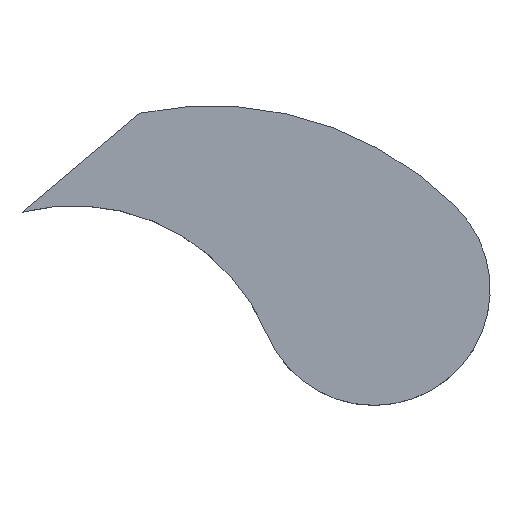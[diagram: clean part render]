
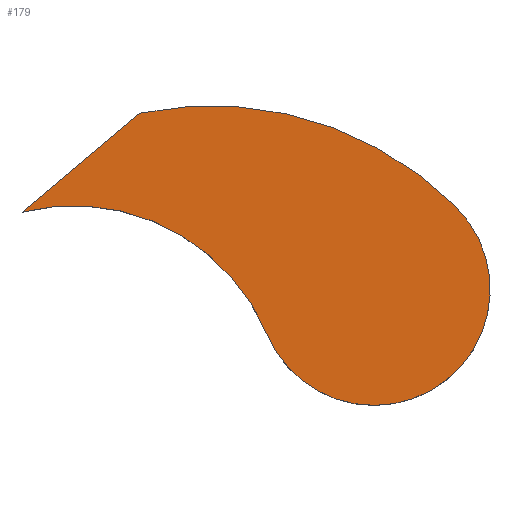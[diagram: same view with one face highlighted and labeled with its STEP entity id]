
A CAD part, top view. The second image highlights one B-rep face of the part: STEP entity #179.
In plain terms, the highlighted planar face has unit normal (0, 0, 1).
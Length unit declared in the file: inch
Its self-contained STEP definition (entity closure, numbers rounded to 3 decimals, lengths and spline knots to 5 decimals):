
#8 = DIRECTION ( 'NONE',  ( 1., 0., 0. ) ) ;
#10 = CARTESIAN_POINT ( 'NONE',  ( -0.57, 0.125, 0.125 ) ) ;
#13 = EDGE_LOOP ( 'NONE', ( #177, #160, #17, #111 ) ) ;
#17 = ORIENTED_EDGE ( 'NONE', *, *, #32, .T. ) ;
#25 = AXIS2_PLACEMENT_3D ( 'NONE', #157, #217, #72 ) ;
#32 = EDGE_CURVE ( 'NONE', #48, #163, #170, .T. ) ;
#42 = EDGE_CURVE ( 'NONE', #163, #113, #193, .T. ) ;
#45 = CARTESIAN_POINT ( 'NONE',  ( 0., 0., 0.125 ) ) ;
#48 = VERTEX_POINT ( 'NONE', #209 ) ;
#53 = VECTOR ( 'NONE', #133, 39.37008 ) ;
#56 = FACE_OUTER_BOUND ( 'NONE', #13, .T. ) ;
#57 = DIRECTION ( 'NONE',  ( 0., 0., 1. ) ) ;
#71 = AXIS2_PLACEMENT_3D ( 'NONE', #93, #57, #8 ) ;
#72 = DIRECTION ( 'NONE',  ( 1., 0., 0. ) ) ;
#79 = DIRECTION ( 'NONE',  ( 0., 0., 1. ) ) ;
#84 = CIRCLE ( 'NONE', #136, 0.188 ) ;
#92 = CARTESIAN_POINT ( 'NONE',  ( -0.37932, 0.285, 0.125 ) ) ;
#93 = CARTESIAN_POINT ( 'NONE',  ( -0.48673, -0.20464, 0.125 ) ) ;
#95 = DIRECTION ( 'NONE',  ( 1., 0., 0. ) ) ;
#98 = EDGE_CURVE ( 'NONE', #194, #48, #84, .T. ) ;
#102 = AXIS2_PLACEMENT_3D ( 'NONE', #159, #79, #145 ) ;
#111 = ORIENTED_EDGE ( 'NONE', *, *, #42, .T. ) ;
#112 = DIRECTION ( 'NONE',  ( 0., 0., 1. ) ) ;
#113 = VERTEX_POINT ( 'NONE', #10 ) ;
#120 = PLANE ( 'NONE',  #71 ) ;
#130 = CARTESIAN_POINT ( 'NONE',  ( -0.37932, 0.285, 0.125 ) ) ;
#133 = DIRECTION ( 'NONE',  ( -0.766, -0.643, 0. ) ) ;
#136 = AXIS2_PLACEMENT_3D ( 'NONE', #45, #112, #95 ) ;
#145 = DIRECTION ( 'NONE',  ( 1., 0., 0. ) ) ;
#157 = CARTESIAN_POINT ( 'NONE',  ( -0.48673, -0.20464, 0.125 ) ) ;
#159 = CARTESIAN_POINT ( 'NONE',  ( -0.26325, -0.26284, 0.125 ) ) ;
#160 = ORIENTED_EDGE ( 'NONE', *, *, #98, .T. ) ;
#163 = VERTEX_POINT ( 'NONE', #92 ) ;
#165 = CIRCLE ( 'NONE', #25, 0.34 ) ;
#169 = EDGE_CURVE ( 'NONE', #113, #194, #165, .T. ) ;
#170 = CIRCLE ( 'NONE', #102, 0.56 ) ;
#177 = ORIENTED_EDGE ( 'NONE', *, *, #169, .T. ) ;
#179 = ADVANCED_FACE ( 'NONE', ( #56 ), #120, .T. ) ;
#193 = LINE ( 'NONE', #130, #53 ) ;
#194 = VERTEX_POINT ( 'NONE', #199 ) ;
#199 = CARTESIAN_POINT ( 'NONE',  ( -0.1733, -0.07287, 0.125 ) ) ;
#209 = CARTESIAN_POINT ( 'NONE',  ( 0.13304, 0.13283, 0.125 ) ) ;
#217 = DIRECTION ( 'NONE',  ( 0., 0., -1. ) ) ;
